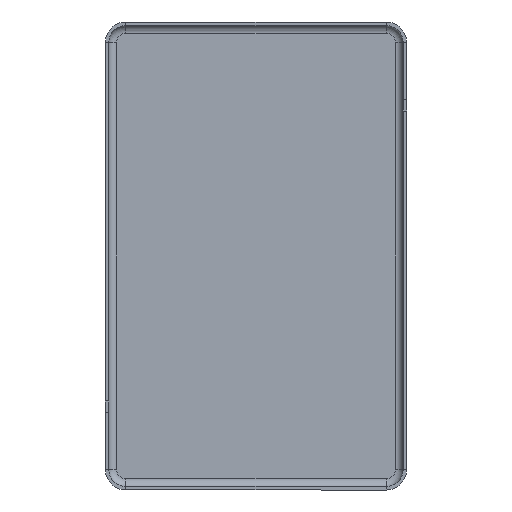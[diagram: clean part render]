
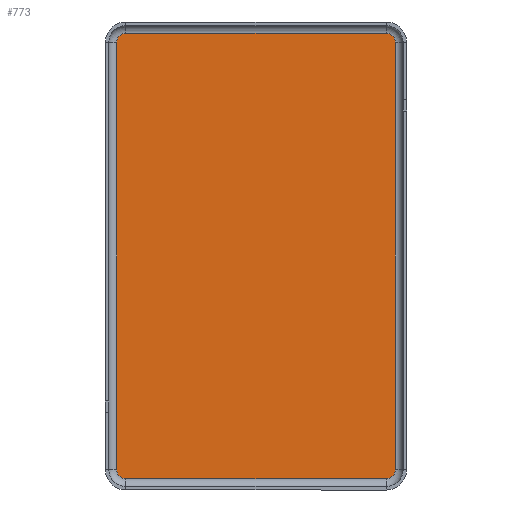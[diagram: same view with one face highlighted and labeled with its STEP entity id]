
A CAD part, front view. The second image highlights one B-rep face of the part: STEP entity #773.
In plain terms, the highlighted planar face has unit normal (0, -1, 0).
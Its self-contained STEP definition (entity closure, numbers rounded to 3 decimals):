
#28 = VECTOR ( 'NONE', #32, 1000. ) ;
#32 = DIRECTION ( 'NONE',  ( 0., 0., 1. ) ) ;
#57 = CARTESIAN_POINT ( 'NONE',  ( 11.4, -0.3, 18.7 ) ) ;
#75 = ORIENTED_EDGE ( 'NONE', *, *, #461, .F. ) ;
#84 = CARTESIAN_POINT ( 'NONE',  ( 11.4, -0.3, -18.7 ) ) ;
#85 = VERTEX_POINT ( 'NONE', #1362 ) ;
#139 = CARTESIAN_POINT ( 'NONE',  ( -11.4, -0.3, 19.5 ) ) ;
#210 = DIRECTION ( 'NONE',  ( 0., 0., -1. ) ) ;
#241 = CARTESIAN_POINT ( 'NONE',  ( -12.2, -0.3, -18.7 ) ) ;
#242 = DIRECTION ( 'NONE',  ( 1., 0., 0. ) ) ;
#243 = CIRCLE ( 'NONE', #327, 0.8 ) ;
#272 = DIRECTION ( 'NONE',  ( 0., 0., 1. ) ) ;
#276 = EDGE_CURVE ( 'NONE', #716, #394, #1179, .T. ) ;
#278 = CARTESIAN_POINT ( 'NONE',  ( -11.4, -0.3, 19.5 ) ) ;
#280 = ORIENTED_EDGE ( 'NONE', *, *, #1269, .F. ) ;
#288 = VERTEX_POINT ( 'NONE', #826 ) ;
#309 = DIRECTION ( 'NONE',  ( 0., -1., 0. ) ) ;
#317 = CARTESIAN_POINT ( 'NONE',  ( -11.4, -0.3, -18.7 ) ) ;
#326 = CARTESIAN_POINT ( 'NONE',  ( -12.2, -0.3, 18.7 ) ) ;
#327 = AXIS2_PLACEMENT_3D ( 'NONE', #57, #1270, #272 ) ;
#330 = DIRECTION ( 'NONE',  ( 0., 1., 0. ) ) ;
#372 = CARTESIAN_POINT ( 'NONE',  ( 11.4, -0.3, -19.5 ) ) ;
#394 = VERTEX_POINT ( 'NONE', #278 ) ;
#399 = VECTOR ( 'NONE', #242, 1000. ) ;
#433 = DIRECTION ( 'NONE',  ( 0., 0., 1. ) ) ;
#438 = PLANE ( 'NONE',  #783 ) ;
#461 = EDGE_CURVE ( 'NONE', #394, #288, #1155, .T. ) ;
#488 = CARTESIAN_POINT ( 'NONE',  ( 11.4, -0.3, -19.5 ) ) ;
#499 = VECTOR ( 'NONE', #1371, 1000. ) ;
#520 = AXIS2_PLACEMENT_3D ( 'NONE', #1142, #1272, #1267 ) ;
#549 = ORIENTED_EDGE ( 'NONE', *, *, #730, .F. ) ;
#550 = ORIENTED_EDGE ( 'NONE', *, *, #1185, .F. ) ;
#598 = ORIENTED_EDGE ( 'NONE', *, *, #1075, .F. ) ;
#619 = CIRCLE ( 'NONE', #1378, 0.8 ) ;
#656 = DIRECTION ( 'NONE',  ( 0., 1., 0. ) ) ;
#661 = VECTOR ( 'NONE', #1025, 1000. ) ;
#707 = CARTESIAN_POINT ( 'NONE',  ( -12.2, -0.3, -18.7 ) ) ;
#716 = VERTEX_POINT ( 'NONE', #326 ) ;
#727 = LINE ( 'NONE', #707, #28 ) ;
#730 = EDGE_CURVE ( 'NONE', #1149, #1060, #1184, .T. ) ;
#748 = EDGE_LOOP ( 'NONE', ( #550, #75, #1298, #968, #280, #977, #549, #598 ) ) ;
#773 = ADVANCED_FACE ( 'NONE', ( #941 ), #438, .T. ) ;
#782 = LINE ( 'NONE', #372, #499 ) ;
#783 = AXIS2_PLACEMENT_3D ( 'NONE', #1315, #309, #210 ) ;
#826 = CARTESIAN_POINT ( 'NONE',  ( 11.4, -0.3, 19.5 ) ) ;
#915 = CARTESIAN_POINT ( 'NONE',  ( 12.2, -0.3, -18.7 ) ) ;
#941 = FACE_OUTER_BOUND ( 'NONE', #748, .T. ) ;
#968 = ORIENTED_EDGE ( 'NONE', *, *, #1376, .F. ) ;
#977 = ORIENTED_EDGE ( 'NONE', *, *, #1140, .F. ) ;
#1025 = DIRECTION ( 'NONE',  ( 0., 0., -1. ) ) ;
#1060 = VERTEX_POINT ( 'NONE', #488 ) ;
#1075 = EDGE_CURVE ( 'NONE', #85, #1149, #1201, .T. ) ;
#1140 = EDGE_CURVE ( 'NONE', #1060, #1221, #782, .T. ) ;
#1142 = CARTESIAN_POINT ( 'NONE',  ( -11.4, -0.3, 18.7 ) ) ;
#1149 = VERTEX_POINT ( 'NONE', #915 ) ;
#1155 = LINE ( 'NONE', #139, #399 ) ;
#1179 = CIRCLE ( 'NONE', #520, 0.8 ) ;
#1184 = CIRCLE ( 'NONE', #1194, 0.8 ) ;
#1185 = EDGE_CURVE ( 'NONE', #288, #85, #243, .T. ) ;
#1192 = DIRECTION ( 'NONE',  ( 0., 0., 1. ) ) ;
#1194 = AXIS2_PLACEMENT_3D ( 'NONE', #84, #656, #433 ) ;
#1199 = CARTESIAN_POINT ( 'NONE',  ( -11.4, -0.3, -19.5 ) ) ;
#1201 = LINE ( 'NONE', #1365, #661 ) ;
#1221 = VERTEX_POINT ( 'NONE', #1199 ) ;
#1267 = DIRECTION ( 'NONE',  ( 0., 0., 1. ) ) ;
#1269 = EDGE_CURVE ( 'NONE', #1221, #1384, #619, .T. ) ;
#1270 = DIRECTION ( 'NONE',  ( 0., 1., 0. ) ) ;
#1272 = DIRECTION ( 'NONE',  ( 0., 1., 0. ) ) ;
#1298 = ORIENTED_EDGE ( 'NONE', *, *, #276, .F. ) ;
#1315 = CARTESIAN_POINT ( 'NONE',  ( 11.4, -0.3, 18.7 ) ) ;
#1362 = CARTESIAN_POINT ( 'NONE',  ( 12.2, -0.3, 18.7 ) ) ;
#1365 = CARTESIAN_POINT ( 'NONE',  ( 12.2, -0.3, 18.7 ) ) ;
#1371 = DIRECTION ( 'NONE',  ( -1., 0., 0. ) ) ;
#1376 = EDGE_CURVE ( 'NONE', #1384, #716, #727, .T. ) ;
#1378 = AXIS2_PLACEMENT_3D ( 'NONE', #317, #330, #1192 ) ;
#1384 = VERTEX_POINT ( 'NONE', #241 ) ;
